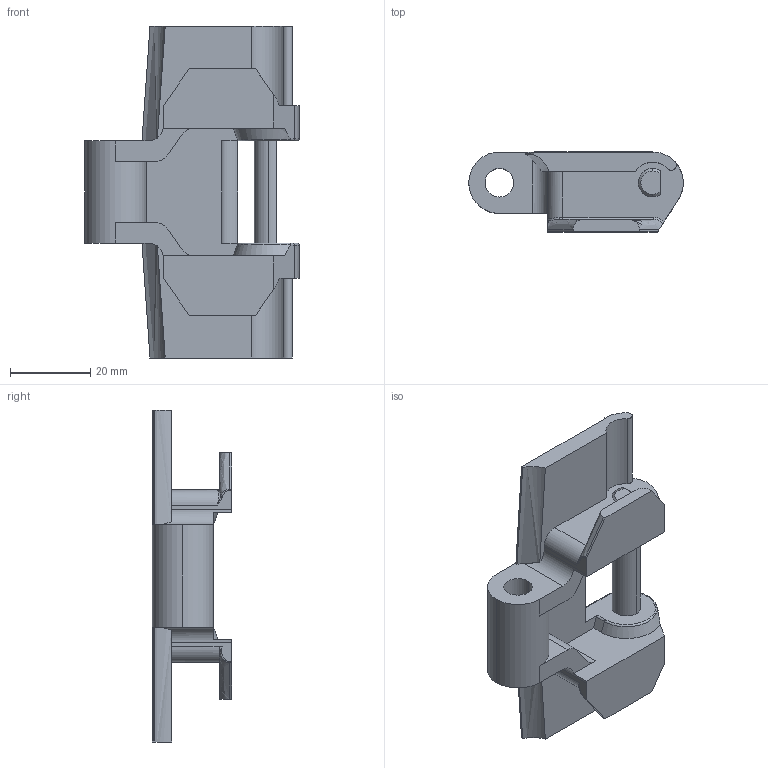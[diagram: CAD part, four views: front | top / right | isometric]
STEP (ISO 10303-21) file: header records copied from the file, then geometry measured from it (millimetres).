
FILE_DESCRIPTION (( 'STEP AP214' ), '1' );
FILE_NAME ('Rexnord-879 TAB-LF 879 TAB K-3-14.STEP', '2022-01-21T11:16:03', ( '' ), ( '' ), 'SwSTEP 2.0', 'SolidWorks 2021', '' );
FILE_SCHEMA (( 'AUTOMOTIVE_DESIGN' ));
Length unit declared in the file: inch
Products named in the file (3): Rexnord-879 TAB-LF 879 TAB K-3-14_Pin; Rexnord-879 TAB-LF 879 TAB K-3-14; Rexnord-879 TAB-LF 879 TAB K-3-14_879 TAB1_LF
Assembly tree (2 placements, depth 2):
  Rexnord-879 TAB-LF 879 TAB K-3-14
    Rexnord-879 TAB-LF 879 TAB K-3-14_879 TAB1_LF
    Rexnord-879 TAB-LF 879 TAB K-3-14_Pin
Bounding box: 53.34 x 19.81 x 82.55 mm (x, y, z)
Volume: 24339.7 mm3; surface area: 12802.3 mm2
Topology: 2 solids, 2 shells, 115 faces, 314 edges, 202 vertices
Faces by surface type: plane 54, cylinder 36, bspline 11, cone 8, torus 6
Entity records: 4227 total; most frequent: CARTESIAN_POINT 1041, ORIENTED_EDGE 626, DIRECTION 606, EDGE_CURVE 313, AXIS2_PLACEMENT_3D 213, VERTEX_POINT 202, VECTOR 180, LINE 180
